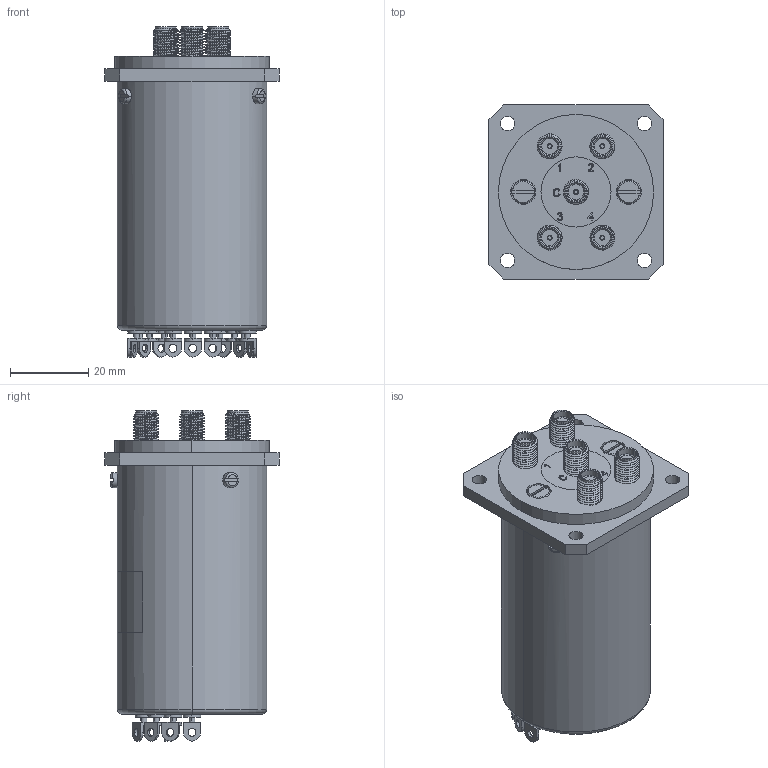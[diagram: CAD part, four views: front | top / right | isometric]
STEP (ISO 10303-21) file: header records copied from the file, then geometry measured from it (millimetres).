
FILE_DESCRIPTION (( 'STEP AP214' ), '1' );
FILE_NAME ('FMSW6129_3D.step', '2025-08-25T22:11:47', ( '' ), ( '' ), 'SwSTEP 2.0', 'SolidWorks 2022', '' );
FILE_SCHEMA (( 'AUTOMOTIVE_DESIGN' ));
Length unit declared in the file: inch
Products named in the file (1): FMSW6129_3D
Bounding box: 44.45 x 44.45 x 84.2 mm (x, y, z)
Volume: 83597.3 mm3; surface area: 15067.6 mm2
Topology: 1 solids, 1 shells, 575 faces, 1435 edges, 943 vertices
Faces by surface type: cylinder 283, plane 186, cone 49, bspline 48, torus 9
Entity records: 28034 total; most frequent: CARTESIAN_POINT 14780, ORIENTED_EDGE 2870, DIRECTION 2599, EDGE_CURVE 1435, AXIS2_PLACEMENT_3D 978, VERTEX_POINT 943, EDGE_LOOP 686, VECTOR 643
